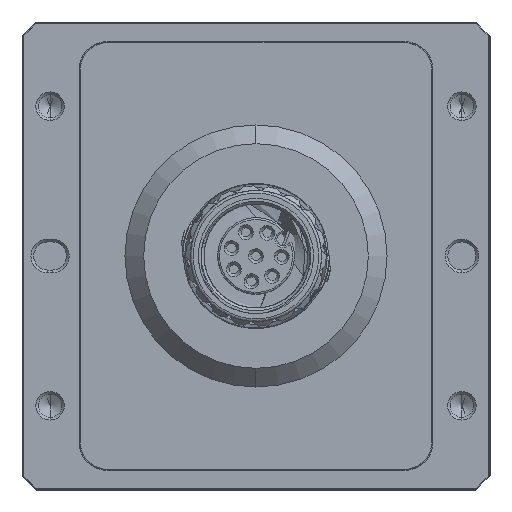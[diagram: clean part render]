
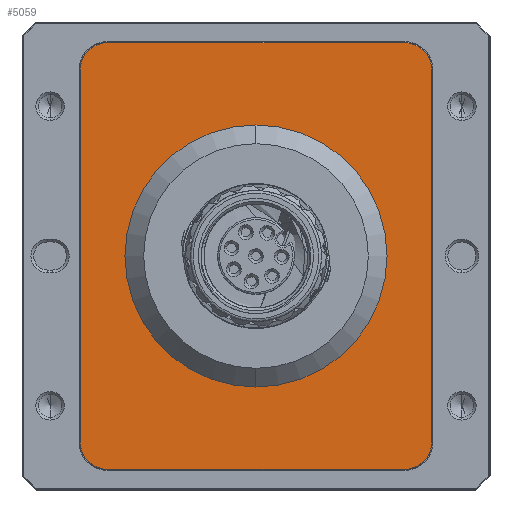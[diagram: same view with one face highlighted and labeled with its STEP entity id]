
A CAD part, front view. The second image highlights one B-rep face of the part: STEP entity #5059.
In plain terms, the highlighted planar face has unit normal (0, -1, 0).
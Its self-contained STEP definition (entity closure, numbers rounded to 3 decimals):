
#505 = CARTESIAN_POINT ( 'NONE',  ( -18.792, -129.2, 19.85 ) ) ;
#696 = AXIS2_PLACEMENT_3D ( 'NONE', #64459, #54108, #39953 ) ;
#1074 = DIRECTION ( 'NONE',  ( 0., -1., 0. ) ) ;
#1163 = CARTESIAN_POINT ( 'NONE',  ( -15.85, -129.2, 22.792 ) ) ;
#1348 = CARTESIAN_POINT ( 'NONE',  ( -18.792, -129.2, -19.85 ) ) ;
#2164 = EDGE_CURVE ( 'NONE', #58020, #67546, #12230, .T. ) ;
#2655 = EDGE_LOOP ( 'NONE', ( #8428, #21693, #14347, #51327, #26725, #41512, #6314, #59288 ) ) ;
#2820 = DIRECTION ( 'NONE',  ( 0., 0., -1. ) ) ;
#5059 = ADVANCED_FACE ( 'NONE', ( #47938, #43145 ), #43486, .T. ) ;
#6314 = ORIENTED_EDGE ( 'NONE', *, *, #20748, .T. ) ;
#8266 = CARTESIAN_POINT ( 'NONE',  ( 0., -129.2, 14. ) ) ;
#8428 = ORIENTED_EDGE ( 'NONE', *, *, #58281, .T. ) ;
#8716 = VECTOR ( 'NONE', #49261, 1000. ) ;
#9052 = EDGE_CURVE ( 'NONE', #49495, #66894, #41604, .T. ) ;
#9279 = VECTOR ( 'NONE', #40557, 1000. ) ;
#10264 = LINE ( 'NONE', #25435, #10355 ) ;
#10355 = VECTOR ( 'NONE', #25087, 1000. ) ;
#10722 = CARTESIAN_POINT ( 'NONE',  ( 15.85, -129.2, -19.85 ) ) ;
#11355 = LINE ( 'NONE', #1348, #8716 ) ;
#11875 = AXIS2_PLACEMENT_3D ( 'NONE', #12621, #61808, #33667 ) ;
#12230 = CIRCLE ( 'NONE', #21038, 2.942 ) ;
#12621 = CARTESIAN_POINT ( 'NONE',  ( 0., -129.2, 0. ) ) ;
#14347 = ORIENTED_EDGE ( 'NONE', *, *, #14674, .T. ) ;
#14385 = CARTESIAN_POINT ( 'NONE',  ( -15.85, -129.2, 19.85 ) ) ;
#14674 = EDGE_CURVE ( 'NONE', #67546, #39044, #57950, .T. ) ;
#15569 = DIRECTION ( 'NONE',  ( 0., -1., 0. ) ) ;
#16274 = EDGE_CURVE ( 'NONE', #42700, #37355, #10264, .T. ) ;
#17598 = CIRCLE ( 'NONE', #56143, 2.942 ) ;
#19675 = CARTESIAN_POINT ( 'NONE',  ( 0., -129.2, 0. ) ) ;
#19887 = VERTEX_POINT ( 'NONE', #505 ) ;
#20748 = EDGE_CURVE ( 'NONE', #49027, #31670, #44723, .T. ) ;
#21038 = AXIS2_PLACEMENT_3D ( 'NONE', #65271, #37711, #38727 ) ;
#21693 = ORIENTED_EDGE ( 'NONE', *, *, #2164, .T. ) ;
#22786 = CARTESIAN_POINT ( 'NONE',  ( 18.792, -129.2, 19.85 ) ) ;
#24192 = EDGE_CURVE ( 'NONE', #31670, #19887, #43427, .T. ) ;
#25087 = DIRECTION ( 'NONE',  ( 0., 0., 1. ) ) ;
#25435 = CARTESIAN_POINT ( 'NONE',  ( 18.792, -129.2, 19.85 ) ) ;
#26703 = CARTESIAN_POINT ( 'NONE',  ( 0., -129.2, -14. ) ) ;
#26725 = ORIENTED_EDGE ( 'NONE', *, *, #16274, .T. ) ;
#31670 = VERTEX_POINT ( 'NONE', #1163 ) ;
#33667 = DIRECTION ( 'NONE',  ( 0., 0., -1. ) ) ;
#34666 = VECTOR ( 'NONE', #67956, 1000. ) ;
#35437 = DIRECTION ( 'NONE',  ( 0., -1., 0. ) ) ;
#35578 = CARTESIAN_POINT ( 'NONE',  ( 15.85, -129.2, 22.792 ) ) ;
#36617 = DIRECTION ( 'NONE',  ( 0., 0., -1. ) ) ;
#37355 = VERTEX_POINT ( 'NONE', #22786 ) ;
#37711 = DIRECTION ( 'NONE',  ( 0., -1., 0. ) ) ;
#37923 = AXIS2_PLACEMENT_3D ( 'NONE', #14385, #35437, #56467 ) ;
#37987 = DIRECTION ( 'NONE',  ( 0., 0., -1. ) ) ;
#38727 = DIRECTION ( 'NONE',  ( 0., 0., -1. ) ) ;
#39044 = VERTEX_POINT ( 'NONE', #39623 ) ;
#39046 = EDGE_CURVE ( 'NONE', #37355, #49027, #66784, .T. ) ;
#39623 = CARTESIAN_POINT ( 'NONE',  ( 15.85, -129.2, -22.792 ) ) ;
#39953 = DIRECTION ( 'NONE',  ( 0., 0., -1. ) ) ;
#40557 = DIRECTION ( 'NONE',  ( -1., 0., 0. ) ) ;
#41512 = ORIENTED_EDGE ( 'NONE', *, *, #39046, .T. ) ;
#41604 = CIRCLE ( 'NONE', #11875, 14. ) ;
#42439 = CARTESIAN_POINT ( 'NONE',  ( 18.792, -129.2, -19.85 ) ) ;
#42700 = VERTEX_POINT ( 'NONE', #42439 ) ;
#43145 = FACE_OUTER_BOUND ( 'NONE', #2655, .T. ) ;
#43427 = CIRCLE ( 'NONE', #37923, 2.942 ) ;
#43486 = PLANE ( 'NONE',  #55368 ) ;
#44723 = LINE ( 'NONE', #49878, #9279 ) ;
#45233 = ORIENTED_EDGE ( 'NONE', *, *, #66339, .F. ) ;
#46419 = CIRCLE ( 'NONE', #66308, 14. ) ;
#47938 = FACE_BOUND ( 'NONE', #62709, .T. ) ;
#48283 = CARTESIAN_POINT ( 'NONE',  ( 0., -129.2, 0. ) ) ;
#49027 = VERTEX_POINT ( 'NONE', #35578 ) ;
#49261 = DIRECTION ( 'NONE',  ( 0., 0., -1. ) ) ;
#49495 = VERTEX_POINT ( 'NONE', #8266 ) ;
#49878 = CARTESIAN_POINT ( 'NONE',  ( -15.85, -129.2, 22.792 ) ) ;
#51327 = ORIENTED_EDGE ( 'NONE', *, *, #59375, .T. ) ;
#51389 = CARTESIAN_POINT ( 'NONE',  ( 15.85, -129.2, -22.792 ) ) ;
#51516 = ORIENTED_EDGE ( 'NONE', *, *, #9052, .F. ) ;
#54108 = DIRECTION ( 'NONE',  ( 0., -1., 0. ) ) ;
#55231 = DIRECTION ( 'NONE',  ( 0., -1., 0. ) ) ;
#55368 = AXIS2_PLACEMENT_3D ( 'NONE', #48283, #1074, #37987 ) ;
#56143 = AXIS2_PLACEMENT_3D ( 'NONE', #10722, #15569, #36617 ) ;
#56467 = DIRECTION ( 'NONE',  ( 0., 0., -1. ) ) ;
#56472 = CARTESIAN_POINT ( 'NONE',  ( -18.792, -129.2, -19.85 ) ) ;
#57950 = LINE ( 'NONE', #51389, #34666 ) ;
#58020 = VERTEX_POINT ( 'NONE', #56472 ) ;
#58281 = EDGE_CURVE ( 'NONE', #19887, #58020, #11355, .T. ) ;
#59288 = ORIENTED_EDGE ( 'NONE', *, *, #24192, .T. ) ;
#59375 = EDGE_CURVE ( 'NONE', #39044, #42700, #17598, .T. ) ;
#61808 = DIRECTION ( 'NONE',  ( 0., -1., 0. ) ) ;
#62709 = EDGE_LOOP ( 'NONE', ( #51516, #45233 ) ) ;
#63104 = CARTESIAN_POINT ( 'NONE',  ( -15.85, -129.2, -22.792 ) ) ;
#64459 = CARTESIAN_POINT ( 'NONE',  ( 15.85, -129.2, 19.85 ) ) ;
#65271 = CARTESIAN_POINT ( 'NONE',  ( -15.85, -129.2, -19.85 ) ) ;
#66308 = AXIS2_PLACEMENT_3D ( 'NONE', #19675, #55231, #2820 ) ;
#66339 = EDGE_CURVE ( 'NONE', #66894, #49495, #46419, .T. ) ;
#66784 = CIRCLE ( 'NONE', #696, 2.942 ) ;
#66894 = VERTEX_POINT ( 'NONE', #26703 ) ;
#67546 = VERTEX_POINT ( 'NONE', #63104 ) ;
#67956 = DIRECTION ( 'NONE',  ( 1., 0., 0. ) ) ;
